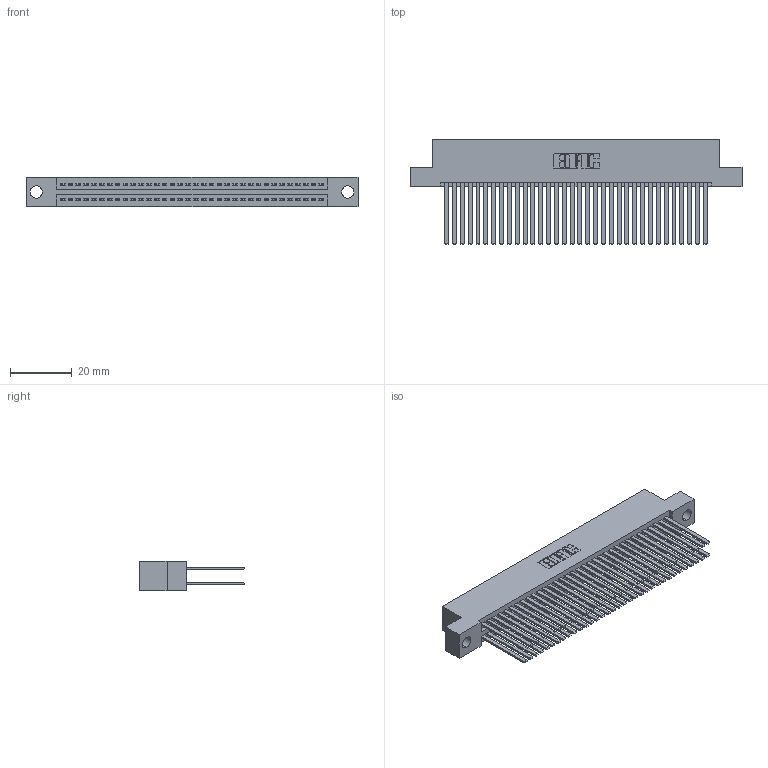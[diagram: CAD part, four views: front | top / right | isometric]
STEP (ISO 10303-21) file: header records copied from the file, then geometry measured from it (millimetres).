
FILE_DESCRIPTION (( 'STEP AP203' ), '1' );
FILE_NAME ('345-068-544-204.STEP', '2018-09-30T13:41:56', ( '' ), ( '' ), 'SwSTEP 2.0', 'SolidWorks 2016', '' );
FILE_SCHEMA (( 'CONFIG_CONTROL_DESIGN' ));
Length unit declared in the file: inch
Products named in the file (3): 345-068-544-204; 345 Part_Flush Mounting Lugs - 0.156 Dia-TH; 345-292-001_345-293-144
Assembly tree (69 placements, depth 2):
  345-068-544-204
    345 Part_Flush Mounting Lugs - 0.156 Dia-TH
    345-292-001_345-293-144  x68
Bounding box: 107.57 x 33.96 x 9.4 mm (x, y, z)
Volume: 11240.5 mm3; surface area: 19069.4 mm2
Topology: 69 solids, 69 shells, 3118 faces, 9249 edges, 6074 vertices
Faces by surface type: plane 2052, cylinder 1066
Entity records: 27573 total; most frequent: CARTESIAN_POINT 4628, ORIENTED_EDGE 4562, DIRECTION 4089, EDGE_CURVE 2281, LINE 2017, VECTOR 2017, VERTEX_POINT 1518, AXIS2_PLACEMENT_3D 1036
